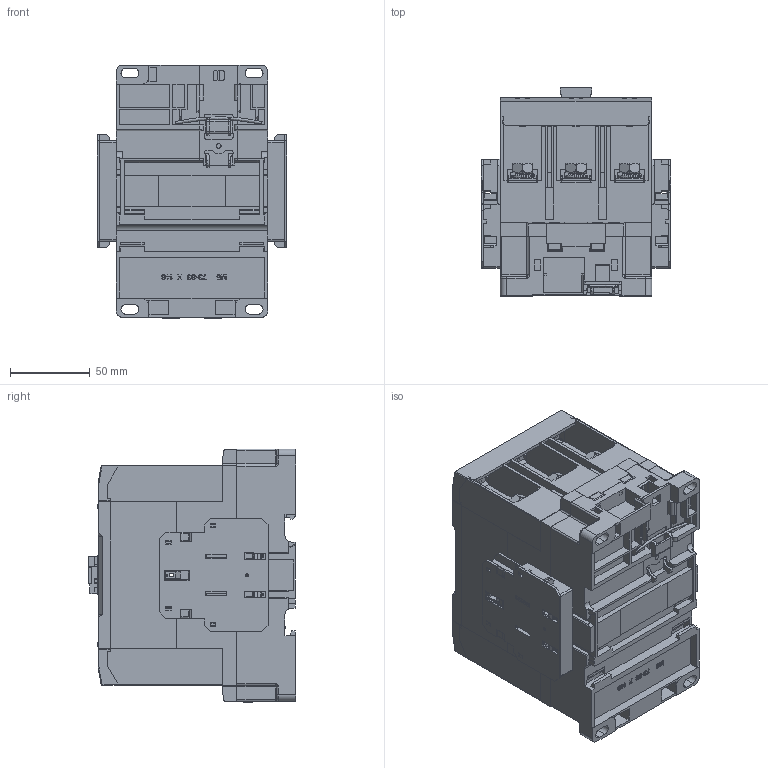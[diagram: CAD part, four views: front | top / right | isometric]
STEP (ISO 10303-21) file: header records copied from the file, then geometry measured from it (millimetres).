
FILE_DESCRIPTION((''),'2;1');
FILE_NAME('TOTAL_MC150_SW0001','2018-08-10T',('eyshin'),(''),'CREO PARAMETRIC BY PTC INC, 2015380','CREO PARAMETRIC BY PTC INC, 2015380','');
FILE_SCHEMA(('CONFIG_CONTROL_DESIGN'));
Products named in the file (1): TOTAL_MC150_SW0001
Bounding box: 119 x 130.3 x 159 mm (x, y, z)
Surface area: 471771.1 mm2 (no closed solid volume)
Topology: 0 solids, 255 shells, 4425 faces, 20544 edges, 15703 vertices
Faces by surface type: plane 3436, cylinder 739, torus 88, cone 83, bspline 63, sphere 16
Entity records: 224038 total; most frequent: CARTESIAN_POINT 63026, DIRECTION 30956, ORIENTED_EDGE 30489, EDGE_CURVE 20544, VECTOR 17332, LINE 17332, VERTEX_POINT 15703, AXIS2_PLACEMENT_3D 6812
